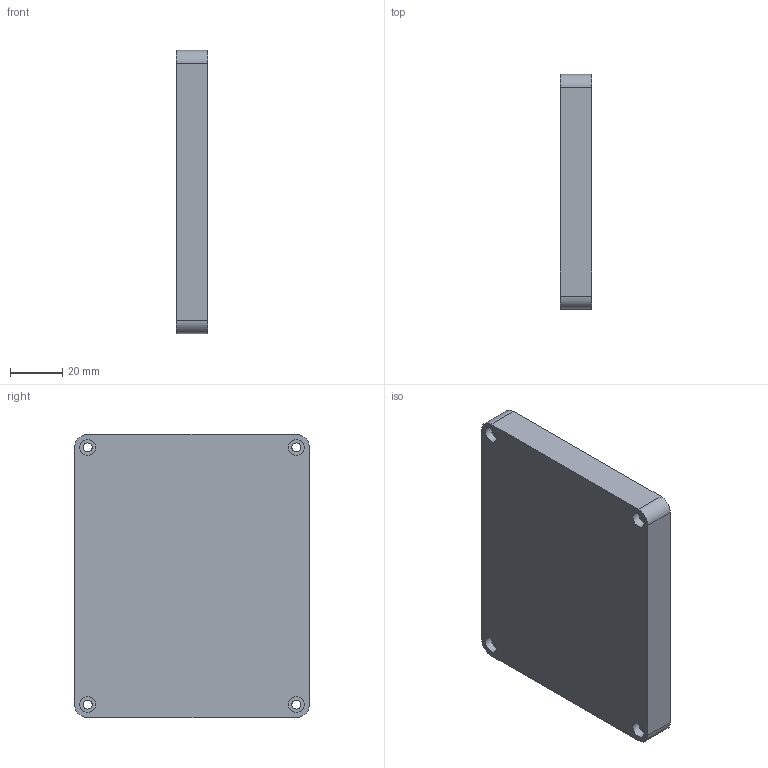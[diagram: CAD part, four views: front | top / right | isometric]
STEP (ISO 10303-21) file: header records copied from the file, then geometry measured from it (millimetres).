
FILE_DESCRIPTION(/* description */ ('','CAx-IF Rec.Pracs.---Representation and Presentation of Product Manufacturing Information (PMI)---4.0---2014-10-13'),/* implementation_level */ '2;1');
FILE_NAME(/* name */ 'bottom.step',/* time_stamp */ '2025-02-19T21:26:22-06:00',/* author */ (''),/* organization */ (''),/* preprocessor_version */ 'ST-DEVELOPER v20',/* originating_system */ 'Autodesk Translation Framework v13.20.0.188',/* authorisation */ '');
FILE_SCHEMA (('AP242_MANAGED_MODEL_BASED_3D_ENGINEERING_MIM_LF { 1 0 10303 442 1 1 4 }'));
Length unit declared in the file: millimetre
Products named in the file (2): Untitled; Component1
Assembly tree (1 placements, depth 2):
  Untitled
    Component1
Bounding box: 12.2 x 89.9 x 108.5 mm (x, y, z)
Volume: 60713.6 mm3; surface area: 28313 mm2
Topology: 1 solids, 1 shells, 67 faces, 169 edges, 112 vertices
Faces by surface type: plane 39, cylinder 22, torus 6
Full cylindrical faces by diameter (mm): 3.4 x4, 3.551 x1, 3.932 x1, 4.078 x1, 5.726 x1, 6 x4, 6.127 x1, 6.648 x1
Entity records: 2131 total; most frequent: CARTESIAN_POINT 378, DIRECTION 373, ORIENTED_EDGE 338, EDGE_CURVE 169, AXIS2_PLACEMENT_3D 137, VERTEX_POINT 112, LINE 99, VECTOR 99
